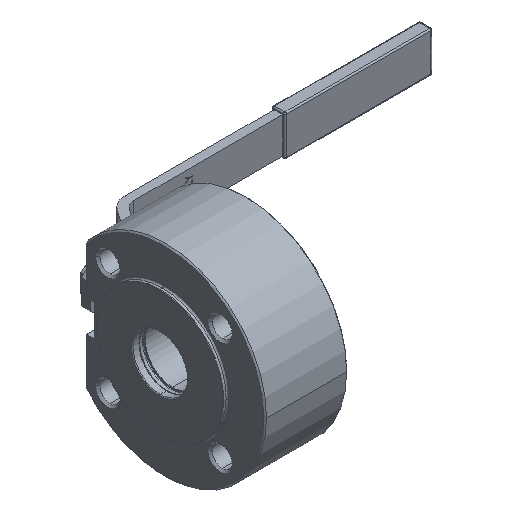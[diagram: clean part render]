
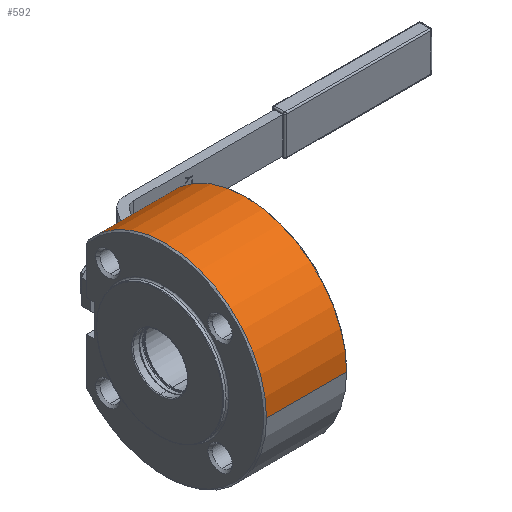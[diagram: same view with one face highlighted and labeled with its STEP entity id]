
A CAD part, isometric view. The second image highlights one B-rep face of the part: STEP entity #592.
In plain terms, the highlighted cylindrical face has radius 70 mm (diameter 140 mm), a partial arc.
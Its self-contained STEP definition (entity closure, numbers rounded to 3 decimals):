
#537 = VERTEX_POINT ( 'NONE', #9866 ) ;
#540 = ORIENTED_EDGE ( 'NONE', *, *, #580, .F. ) ;
#541 = ORIENTED_EDGE ( 'NONE', *, *, #9580, .F. ) ;
#578 = EDGE_LOOP ( 'NONE', ( #541, #737, #711, #540 ) ) ;
#580 = EDGE_CURVE ( 'NONE', #9581, #710, #10034, .T. ) ;
#592 = ADVANCED_FACE ( 'NONE', ( #10027 ), #10026, .T. ) ;
#593 = EDGE_CURVE ( 'NONE', #537, #9430, #10040, .T. ) ;
#599 = EDGE_CURVE ( 'NONE', #537, #710, #9951, .T. ) ;
#710 = VERTEX_POINT ( 'NONE', #10224 ) ;
#711 = ORIENTED_EDGE ( 'NONE', *, *, #599, .T. ) ;
#737 = ORIENTED_EDGE ( 'NONE', *, *, #593, .F. ) ;
#9430 = VERTEX_POINT ( 'NONE', #11939 ) ;
#9580 = EDGE_CURVE ( 'NONE', #9430, #9581, #12308, .T. ) ;
#9581 = VERTEX_POINT ( 'NONE', #12304 ) ;
#9866 = CARTESIAN_POINT ( 'NONE',  ( 27.75, 53.5, 45.141 ) ) ;
#9942 = CARTESIAN_POINT ( 'NONE',  ( 27.75, 0., 0. ) ) ;
#9943 = DIRECTION ( 'NONE',  ( 0., -1., 0. ) ) ;
#9944 = DIRECTION ( 'NONE',  ( -1., 0., 0. ) ) ;
#9945 = AXIS2_PLACEMENT_3D ( 'NONE', #10025, #9944, #9943 ) ;
#9948 = DIRECTION ( 'NONE',  ( -1., 0., 0. ) ) ;
#9949 = VECTOR ( 'NONE', #9948, 1000. ) ;
#9950 = CARTESIAN_POINT ( 'NONE',  ( -28.75, 53.5, 45.141 ) ) ;
#9951 = LINE ( 'NONE', #9950, #9949 ) ;
#10025 = CARTESIAN_POINT ( 'NONE',  ( 27.75, 0., 0. ) ) ;
#10026 = CYLINDRICAL_SURFACE ( 'NONE', #9945, 70. ) ;
#10027 = FACE_OUTER_BOUND ( 'NONE', #578, .T. ) ;
#10034 = CIRCLE ( 'NONE', #10069, 70. ) ;
#10037 = DIRECTION ( 'NONE',  ( 0., -1., 0. ) ) ;
#10038 = DIRECTION ( 'NONE',  ( 1., 0., 0. ) ) ;
#10039 = AXIS2_PLACEMENT_3D ( 'NONE', #9942, #10038, #10037 ) ;
#10040 = CIRCLE ( 'NONE', #10039, 70. ) ;
#10066 = DIRECTION ( 'NONE',  ( 0., 1., 0. ) ) ;
#10067 = DIRECTION ( 'NONE',  ( -1., 0., 0. ) ) ;
#10068 = CARTESIAN_POINT ( 'NONE',  ( -27.75, 0., 0. ) ) ;
#10069 = AXIS2_PLACEMENT_3D ( 'NONE', #10068, #10067, #10066 ) ;
#10224 = CARTESIAN_POINT ( 'NONE',  ( -27.75, 53.5, 45.141 ) ) ;
#11939 = CARTESIAN_POINT ( 'NONE',  ( 27.75, -70., 0. ) ) ;
#12304 = CARTESIAN_POINT ( 'NONE',  ( -27.75, -70., 0. ) ) ;
#12305 = DIRECTION ( 'NONE',  ( -1., 0., 0. ) ) ;
#12306 = VECTOR ( 'NONE', #12305, 1000. ) ;
#12307 = CARTESIAN_POINT ( 'NONE',  ( 27.75, -70., 0. ) ) ;
#12308 = LINE ( 'NONE', #12307, #12306 ) ;
